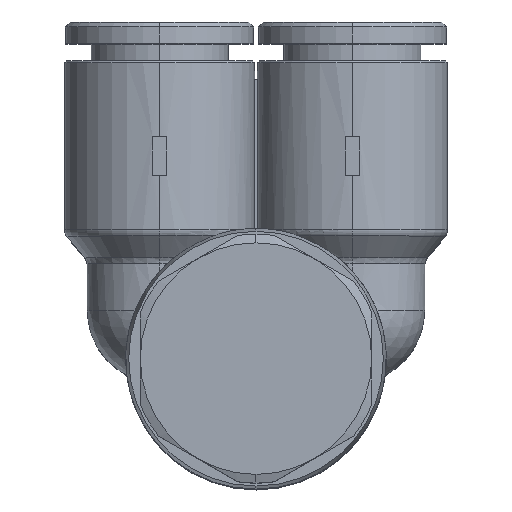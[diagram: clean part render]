
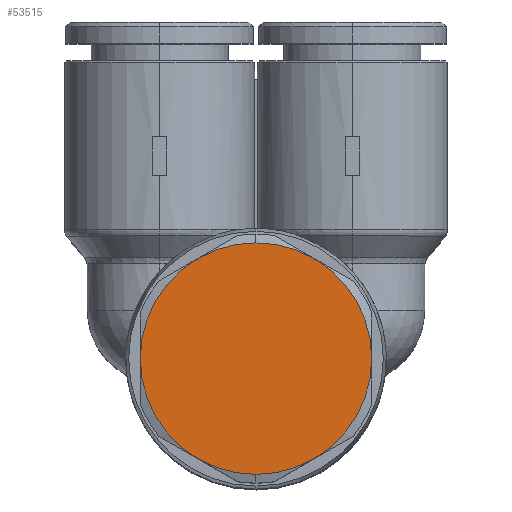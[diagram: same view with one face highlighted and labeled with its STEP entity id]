
A CAD part, top view. The second image highlights one B-rep face of the part: STEP entity #53515.
In plain terms, the highlighted planar face has unit normal (0, 0, 1).
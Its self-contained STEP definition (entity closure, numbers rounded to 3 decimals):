
#2283=CARTESIAN_POINT('',(-2.,10.,15.1));
#2284=VERTEX_POINT('',#2283);
#2292=CARTESIAN_POINT('',(-0.392,4.,15.1));
#2293=VERTEX_POINT('',#2292);
#2307=CARTESIAN_POINT('',(10.0,10.,15.1));
#2308=DIRECTION('',(0.0,0.0,1.0));
#2309=DIRECTION('',(-1.0,0.0,0.0));
#2310=AXIS2_PLACEMENT_3D('',#2307,#2308,#2309);
#2311=CIRCLE('',#2310,12.);
#2312=EDGE_CURVE('',#2284,#2293,#2311,.T.);
#2322=CARTESIAN_POINT('',(22.,10.,15.1));
#2323=VERTEX_POINT('',#2322);
#2330=CARTESIAN_POINT('',(20.392,4.,15.1));
#2331=VERTEX_POINT('',#2330);
#2332=CARTESIAN_POINT('',(10.0,10.,15.1));
#2333=DIRECTION('',(0.0,0.0,1.0));
#2334=DIRECTION('',(-1.0,0.0,0.0));
#2335=AXIS2_PLACEMENT_3D('',#2332,#2333,#2334);
#2336=CIRCLE('',#2335,12.);
#2337=EDGE_CURVE('',#2331,#2323,#2336,.T.);
#52845=CARTESIAN_POINT('',(10.,-2.0,15.1));
#52846=VERTEX_POINT('',#52845);
#52882=CARTESIAN_POINT('',(10.0,10.,15.1));
#52883=DIRECTION('',(0.0,0.0,1.0));
#52884=DIRECTION('',(-1.0,0.0,0.0));
#52885=AXIS2_PLACEMENT_3D('',#52882,#52883,#52884);
#52886=CIRCLE('',#52885,12.);
#52887=EDGE_CURVE('',#52846,#2331,#52886,.T.);
#52934=CARTESIAN_POINT('',(10.0,10.,15.1));
#52935=DIRECTION('',(0.0,0.0,1.0));
#52936=DIRECTION('',(-1.0,0.0,0.0));
#52937=AXIS2_PLACEMENT_3D('',#52934,#52935,#52936);
#52938=CIRCLE('',#52937,12.);
#52939=EDGE_CURVE('',#2293,#52846,#52938,.T.);
#52959=CARTESIAN_POINT('',(20.392,16.,15.1));
#52960=VERTEX_POINT('',#52959);
#52974=CARTESIAN_POINT('',(10.0,10.,15.1));
#52975=DIRECTION('',(0.0,0.0,1.0));
#52976=DIRECTION('',(-1.0,0.0,0.0));
#52977=AXIS2_PLACEMENT_3D('',#52974,#52975,#52976);
#52978=CIRCLE('',#52977,12.);
#52979=EDGE_CURVE('',#2323,#52960,#52978,.T.);
#53013=CARTESIAN_POINT('',(10.,22.,15.1));
#53014=VERTEX_POINT('',#53013);
#53028=CARTESIAN_POINT('',(10.0,10.,15.1));
#53029=DIRECTION('',(0.0,0.0,1.0));
#53030=DIRECTION('',(-1.0,0.0,0.0));
#53031=AXIS2_PLACEMENT_3D('',#53028,#53029,#53030);
#53032=CIRCLE('',#53031,12.);
#53033=EDGE_CURVE('',#52960,#53014,#53032,.T.);
#53043=CARTESIAN_POINT('',(-0.392,16.,15.1));
#53044=VERTEX_POINT('',#53043);
#53060=CARTESIAN_POINT('',(10.0,10.,15.1));
#53061=DIRECTION('',(0.0,0.0,1.0));
#53062=DIRECTION('',(-1.0,0.0,0.0));
#53063=AXIS2_PLACEMENT_3D('',#53060,#53061,#53062);
#53064=CIRCLE('',#53063,12.);
#53065=EDGE_CURVE('',#53014,#53044,#53064,.T.);
#53098=CARTESIAN_POINT('',(10.0,10.,15.1));
#53099=DIRECTION('',(0.0,0.0,1.0));
#53100=DIRECTION('',(-1.0,0.0,0.0));
#53101=AXIS2_PLACEMENT_3D('',#53098,#53099,#53100);
#53102=CIRCLE('',#53101,12.);
#53103=EDGE_CURVE('',#53044,#2284,#53102,.T.);
#53500=CARTESIAN_POINT('',(4.55,10.0,15.1));
#53501=DIRECTION('',(0.0,0.0,1.0));
#53502=DIRECTION('',(-1.0,0.0,0.0));
#53503=AXIS2_PLACEMENT_3D('',#53500,#53501,#53502);
#53504=PLANE('',#53503);
#53505=ORIENTED_EDGE('',*,*,#2337,.T.);
#53506=ORIENTED_EDGE('',*,*,#52979,.T.);
#53507=ORIENTED_EDGE('',*,*,#53033,.T.);
#53508=ORIENTED_EDGE('',*,*,#53065,.T.);
#53509=ORIENTED_EDGE('',*,*,#53103,.T.);
#53510=ORIENTED_EDGE('',*,*,#2312,.T.);
#53511=ORIENTED_EDGE('',*,*,#52939,.T.);
#53512=ORIENTED_EDGE('',*,*,#52887,.T.);
#53513=EDGE_LOOP('',(#53505,#53506,#53507,#53508,#53509,#53510,#53511,#53512));
#53514=FACE_OUTER_BOUND('',#53513,.T.);
#53515=ADVANCED_FACE('',(#53514),#53504,.T.);
